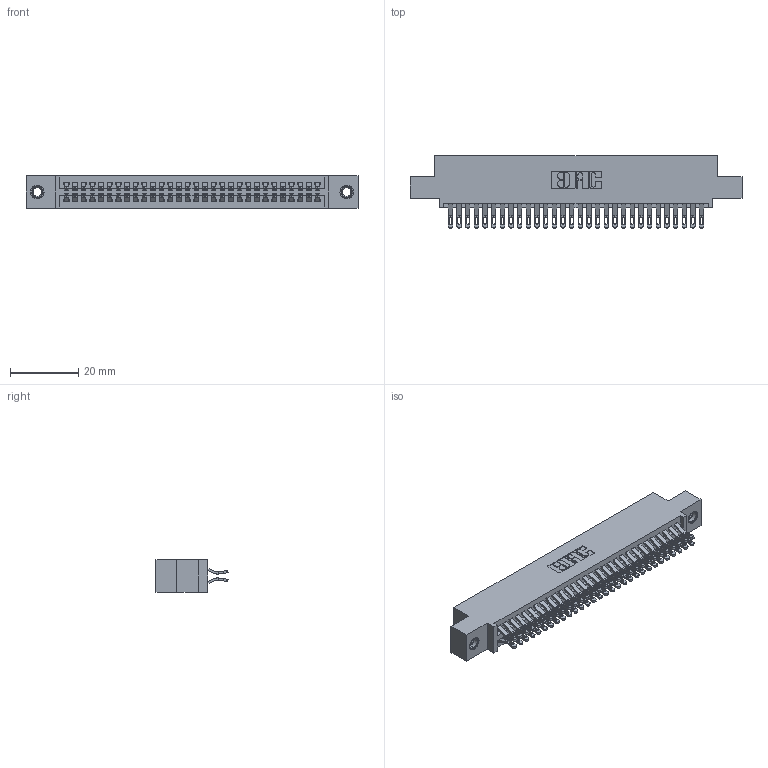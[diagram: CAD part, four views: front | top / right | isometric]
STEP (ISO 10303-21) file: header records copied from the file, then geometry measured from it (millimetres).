
FILE_DESCRIPTION (( 'STEP AP203' ), '1' );
FILE_NAME ('395-060-555-507.STEP', '2019-10-23T14:37:15', ( '' ), ( '' ), 'SwSTEP 2.0', 'SolidWorks 2016', '' );
FILE_SCHEMA (( 'CONFIG_CONTROL_DESIGN' ));
Length unit declared in the file: inch
Products named in the file (4): 345 Part_0.110 Offset - 0.156 Dia-TI; 345-292-001_555 Tail; 345-250-001_345-250-005-103; 395-060-555-507
Assembly tree (63 placements, depth 2):
  395-060-555-507
    345 Part_0.110 Offset - 0.156 Dia-TI
    345-292-001_555 Tail  x60
    345-250-001_345-250-005-103  x2
Bounding box: 97.41 x 21.13 x 9.4 mm (x, y, z)
Volume: 9438.2 mm3; surface area: 14444.8 mm2
Topology: 63 solids, 63 shells, 3550 faces, 11109 edges, 7398 vertices
Faces by surface type: plane 1976, cylinder 1558, cone 12, torus 4
Entity records: 26798 total; most frequent: CARTESIAN_POINT 4521, ORIENTED_EDGE 4418, DIRECTION 3995, EDGE_CURVE 2209, VECTOR 1917, LINE 1917, VERTEX_POINT 1468, AXIS2_PLACEMENT_3D 1039
